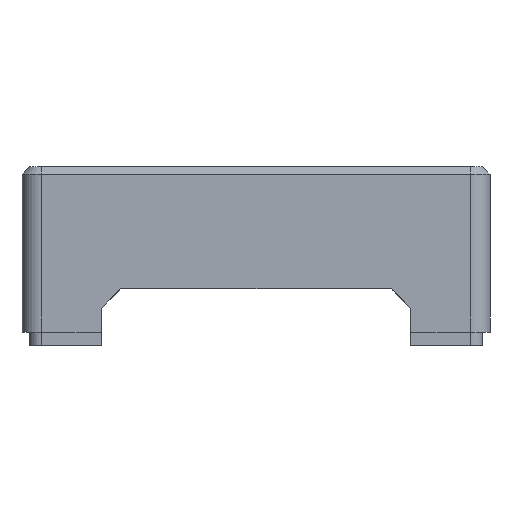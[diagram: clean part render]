
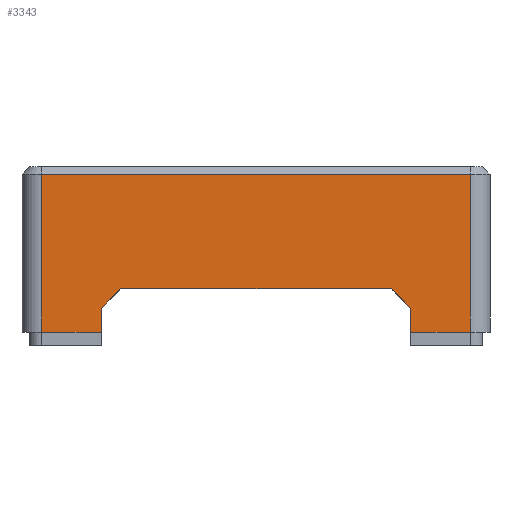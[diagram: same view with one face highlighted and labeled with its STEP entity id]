
A CAD part, left-side view. The second image highlights one B-rep face of the part: STEP entity #3343.
In plain terms, the highlighted planar face has unit normal (-1, 0, 0).
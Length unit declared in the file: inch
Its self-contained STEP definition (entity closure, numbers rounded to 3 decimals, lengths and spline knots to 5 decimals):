
#315=FACE_OUTER_BOUND('',#504,.T.);
#504=EDGE_LOOP('',(#2267,#2268,#2269,#2270,#2271,#2272,#2273,#2274,#2275,
#2276));
#713=LINE('',#4899,#1055);
#732=LINE('',#4954,#1074);
#733=LINE('',#4958,#1075);
#734=LINE('',#4960,#1076);
#735=LINE('',#4962,#1077);
#736=LINE('',#4964,#1078);
#737=LINE('',#4966,#1079);
#738=LINE('',#4968,#1080);
#739=LINE('',#4970,#1081);
#740=LINE('',#4971,#1082);
#1055=VECTOR('',#3878,0.3937);
#1074=VECTOR('',#3935,0.3937);
#1075=VECTOR('',#3940,0.3937);
#1076=VECTOR('',#3941,0.3937);
#1077=VECTOR('',#3942,0.3937);
#1078=VECTOR('',#3943,0.3937);
#1079=VECTOR('',#3944,0.3937);
#1080=VECTOR('',#3945,0.3937);
#1081=VECTOR('',#3946,0.3937);
#1082=VECTOR('',#3947,0.3937);
#1397=VERTEX_POINT('',#4896);
#1398=VERTEX_POINT('',#4898);
#1415=VERTEX_POINT('',#4953);
#1416=VERTEX_POINT('',#4957);
#1417=VERTEX_POINT('',#4959);
#1418=VERTEX_POINT('',#4961);
#1419=VERTEX_POINT('',#4963);
#1420=VERTEX_POINT('',#4965);
#1421=VERTEX_POINT('',#4967);
#1422=VERTEX_POINT('',#4969);
#1717=EDGE_CURVE('',#1397,#1398,#713,.T.);
#1745=EDGE_CURVE('',#1398,#1415,#732,.T.);
#1747=EDGE_CURVE('',#1397,#1416,#733,.T.);
#1748=EDGE_CURVE('',#1417,#1416,#734,.T.);
#1749=EDGE_CURVE('',#1417,#1418,#735,.T.);
#1750=EDGE_CURVE('',#1418,#1419,#736,.T.);
#1751=EDGE_CURVE('',#1419,#1420,#737,.T.);
#1752=EDGE_CURVE('',#1420,#1421,#738,.T.);
#1753=EDGE_CURVE('',#1421,#1422,#739,.T.);
#1754=EDGE_CURVE('',#1415,#1422,#740,.T.);
#2267=ORIENTED_EDGE('',*,*,#1717,.F.);
#2268=ORIENTED_EDGE('',*,*,#1747,.T.);
#2269=ORIENTED_EDGE('',*,*,#1748,.F.);
#2270=ORIENTED_EDGE('',*,*,#1749,.T.);
#2271=ORIENTED_EDGE('',*,*,#1750,.T.);
#2272=ORIENTED_EDGE('',*,*,#1751,.T.);
#2273=ORIENTED_EDGE('',*,*,#1752,.T.);
#2274=ORIENTED_EDGE('',*,*,#1753,.T.);
#2275=ORIENTED_EDGE('',*,*,#1754,.F.);
#2276=ORIENTED_EDGE('',*,*,#1745,.F.);
#3242=PLANE('',#3556);
#3343=ADVANCED_FACE('',(#315),#3242,.T.);
#3556=AXIS2_PLACEMENT_3D('',#4956,#3938,#3939);
#3878=DIRECTION('',(0.,-1.,0.));
#3935=DIRECTION('',(0.,0.,-1.));
#3938=DIRECTION('center_axis',(-1.,0.,0.));
#3939=DIRECTION('ref_axis',(0.,1.,0.));
#3940=DIRECTION('',(0.,0.,-1.));
#3941=DIRECTION('',(0.,1.,0.));
#3942=DIRECTION('',(0.,0.,1.));
#3943=DIRECTION('',(0.,-0.707,0.707));
#3944=DIRECTION('',(0.,-1.,0.));
#3945=DIRECTION('',(0.,-0.707,-0.707));
#3946=DIRECTION('',(0.,0.,-1.));
#3947=DIRECTION('',(0.,1.,0.));
#4896=CARTESIAN_POINT('',(-2.5,1.375,1.60335));
#4898=CARTESIAN_POINT('',(-2.5,-1.375,1.60335));
#4899=CARTESIAN_POINT('',(-2.5,-0.6875,1.60335));
#4953=CARTESIAN_POINT('',(-2.5,-1.375,0.59055));
#4954=CARTESIAN_POINT('',(-2.5,-1.375,-0.375));
#4956=CARTESIAN_POINT('Origin',(-2.5,-1.375,-0.375));
#4957=CARTESIAN_POINT('',(-2.5,1.375,0.59055));
#4958=CARTESIAN_POINT('',(-2.5,1.375,-0.375));
#4959=CARTESIAN_POINT('',(-2.5,0.99114,0.59055));
#4960=CARTESIAN_POINT('',(-2.5,-0.6875,0.59055));
#4961=CARTESIAN_POINT('',(-2.5,0.99114,0.74409));
#4962=CARTESIAN_POINT('',(-2.5,0.99114,0.18455));
#4963=CARTESIAN_POINT('',(-2.5,0.86614,0.86909));
#4964=CARTESIAN_POINT('',(-2.5,0.61688,1.11836));
#4965=CARTESIAN_POINT('',(-2.5,-0.86614,0.86909));
#4966=CARTESIAN_POINT('',(-2.5,-1.12057,0.86909));
#4967=CARTESIAN_POINT('',(-2.5,-0.99114,0.74409));
#4968=CARTESIAN_POINT('',(-2.5,-1.36688,0.36836));
#4969=CARTESIAN_POINT('',(-2.5,-0.99114,0.59055));
#4970=CARTESIAN_POINT('',(-2.5,-0.99114,-0.06348));
#4971=CARTESIAN_POINT('',(-2.5,-0.6875,0.59055));
